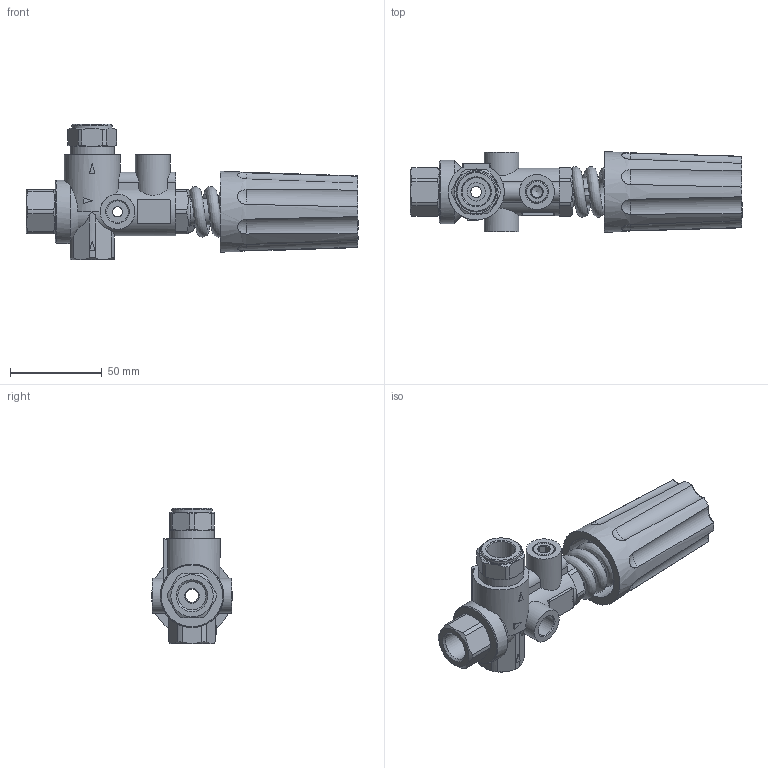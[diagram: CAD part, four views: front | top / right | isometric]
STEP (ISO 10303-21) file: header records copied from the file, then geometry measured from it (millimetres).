
FILE_DESCRIPTION(/* description */ ('Unknown'),/* implementation_level */ '2;1');
FILE_NAME(/* name */ '200280510',/* time_stamp */ '2018-02-19T15:50:15+01:00',/* author */ ('Unknown'),/* organization */ ('Unknown'),/* preprocessor_version */ 'ST-DEVELOPER v16.7',/* originating_system */ 'DEX',/* authorisation */ $);
FILE_SCHEMA (('AUTOMOTIVE_DESIGN {1 0 10303 214 3 1 1}'));
Length unit declared in the file: millimetre
Products named in the file (11): 20 0280 510_ST-0280_Sicherheiteventil; 01-4005_Gehäuse_1_ST-280_Fertigteil; 20 0280 525_ST-0280_TM_oa_0; 01-4040_1_Führungsmutter; 06-0750_druckfeder_d 6,0x21,6x54,0; 10-1660_Zylinderstift_ISO 2338_2m6x4_A2; 20 0280 490_ST-0280_Handrad; 01-0355_2_Verschlußschraube; 01-2575_Verschlußschraube_M8x1; 01-4010_Eingangsmutter_G3-8; 01-4035_3_Ausgangsmutter
Assembly tree (18 placements, depth 3):
  20 0280 510_ST-0280_Sicherheiteventil
    01-4005_Gehäuse_1_ST-280_Fertigteil
    20 0280 525_ST-0280_TM_oa_0
      01-4040_1_Führungsmutter
      06-0750_druckfeder_d 6,0x21,6x54,0
      10-1660_Zylinderstift_ISO 2338_2m6x4_A2  x9
      20 0280 490_ST-0280_Handrad
    01-0355_2_Verschlußschraube
    01-2575_Verschlußschraube_M8x1
    01-4010_Eingangsmutter_G3-8
    01-4035_3_Ausgangsmutter
Bounding box: 180.5 x 43.99 x 73.5 mm (x, y, z)
Volume: 123059.4 mm3; surface area: 60740.8 mm2
Topology: 17 solids, 17 shells, 424 faces, 1008 edges, 640 vertices
Faces by surface type: plane 188, cylinder 119, cone 75, sphere 17, torus 16, bspline 9
Full cylindrical faces by diameter (mm): 2 x9, 3 x2, 5 x1, 5.5 x2, 6 x2, 6.917 x1, 7 x2, 8 x3, 8.05 x1, 10 x1, 10.5 x1, 11 x1, 11.82 x3, 12 x1, 12.5 x1, 13.16 x1, 13.5 x1, 14 x3, 14.8 x2, 15.33 x3, 15.5 x1, 15.81 x1, 16 x1, 16.5 x2, 16.6 x1, 16.66 x1, 17 x1, 18 x2, 18.2 x1, 18.376 x2
Entity records: 13060 total; most frequent: CARTESIAN_POINT 4333, DIRECTION 1758, ORIENTED_EDGE 1596, EDGE_CURVE 798, AXIS2_PLACEMENT_3D 736, VERTEX_POINT 565, FACE_BOUND 557, EDGE_LOOP 555
